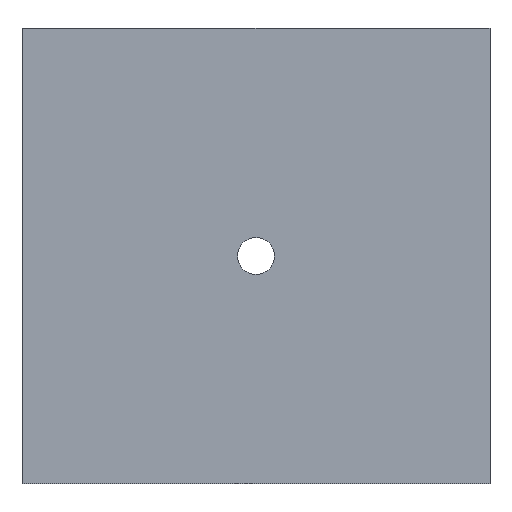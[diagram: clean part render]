
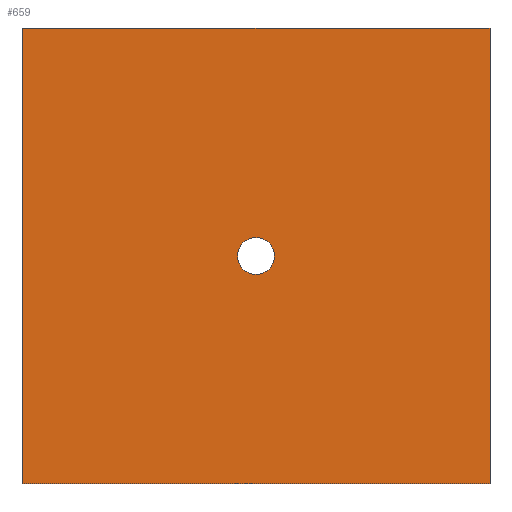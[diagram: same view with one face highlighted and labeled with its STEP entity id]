
A CAD part, front view. The second image highlights one B-rep face of the part: STEP entity #659.
In plain terms, the highlighted planar face has unit normal (0, -1, 0).
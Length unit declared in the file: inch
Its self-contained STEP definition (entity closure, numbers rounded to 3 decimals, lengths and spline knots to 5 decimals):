
#15=FACE_BOUND('',#121,.T.);
#39=PLANE('',#745);
#81=FACE_OUTER_BOUND('',#120,.T.);
#120=EDGE_LOOP('',(#601,#602,#603,#604,#605,#606));
#121=EDGE_LOOP('',(#607));
#135=CIRCLE('',#725,1.5);
#171=LINE('',#1136,#233);
#181=LINE('',#1170,#243);
#188=LINE('',#1183,#250);
#197=LINE('',#1202,#259);
#199=LINE('',#1206,#261);
#201=LINE('',#1209,#263);
#233=VECTOR('',#865,0.3937);
#243=VECTOR('',#903,0.3937);
#250=VECTOR('',#912,0.3937);
#259=VECTOR('',#931,0.3937);
#261=VECTOR('',#935,0.3937);
#263=VECTOR('',#939,0.3937);
#276=VERTEX_POINT('',#944);
#302=VERTEX_POINT('',#1101);
#312=VERTEX_POINT('',#1140);
#320=VERTEX_POINT('',#1169);
#325=VERTEX_POINT('',#1181);
#330=VERTEX_POINT('',#1201);
#331=VERTEX_POINT('',#1205);
#387=EDGE_CURVE('',#302,#276,#171,.T.);
#390=EDGE_CURVE('',#312,#312,#135,.T.);
#403=EDGE_CURVE('',#276,#320,#181,.T.);
#410=EDGE_CURVE('',#325,#302,#188,.T.);
#419=EDGE_CURVE('',#320,#330,#197,.T.);
#421=EDGE_CURVE('',#331,#325,#199,.T.);
#423=EDGE_CURVE('',#330,#331,#201,.T.);
#601=ORIENTED_EDGE('',*,*,#423,.F.);
#602=ORIENTED_EDGE('',*,*,#419,.F.);
#603=ORIENTED_EDGE('',*,*,#403,.F.);
#604=ORIENTED_EDGE('',*,*,#387,.F.);
#605=ORIENTED_EDGE('',*,*,#410,.F.);
#606=ORIENTED_EDGE('',*,*,#421,.F.);
#607=ORIENTED_EDGE('',*,*,#390,.T.);
#659=ADVANCED_FACE('',(#81,#15),#39,.F.);
#725=AXIS2_PLACEMENT_3D('',#1142,#871,#872);
#745=AXIS2_PLACEMENT_3D('',#1210,#940,#941);
#865=DIRECTION('',(1.,0.,0.));
#871=DIRECTION('center_axis',(0.,1.,0.));
#872=DIRECTION('ref_axis',(-1.,0.,0.));
#903=DIRECTION('',(1.,0.,0.));
#912=DIRECTION('',(1.,0.,0.));
#931=DIRECTION('',(0.,0.,-1.));
#935=DIRECTION('',(0.,0.,1.));
#939=DIRECTION('',(-1.,0.,0.));
#940=DIRECTION('center_axis',(0.,1.,0.));
#941=DIRECTION('ref_axis',(0.,0.,1.));
#944=CARTESIAN_POINT('',(17.3125,0.,18.5));
#1101=CARTESIAN_POINT('',(-17.3125,0.,18.5));
#1136=CARTESIAN_POINT('',(-19.,0.,18.5));
#1140=CARTESIAN_POINT('',(1.5,0.,0.));
#1142=CARTESIAN_POINT('Origin',(0.,0.,0.));
#1169=CARTESIAN_POINT('',(19.,0.,18.5));
#1170=CARTESIAN_POINT('',(-19.,0.,18.5));
#1181=CARTESIAN_POINT('',(-19.,0.,18.5));
#1183=CARTESIAN_POINT('',(-19.,0.,18.5));
#1201=CARTESIAN_POINT('',(19.,0.,-18.5));
#1202=CARTESIAN_POINT('',(19.,0.,18.5));
#1205=CARTESIAN_POINT('',(-19.,0.,-18.5));
#1206=CARTESIAN_POINT('',(-19.,0.,-18.5));
#1209=CARTESIAN_POINT('',(19.,0.,-18.5));
#1210=CARTESIAN_POINT('Origin',(0.,0.,0.));
